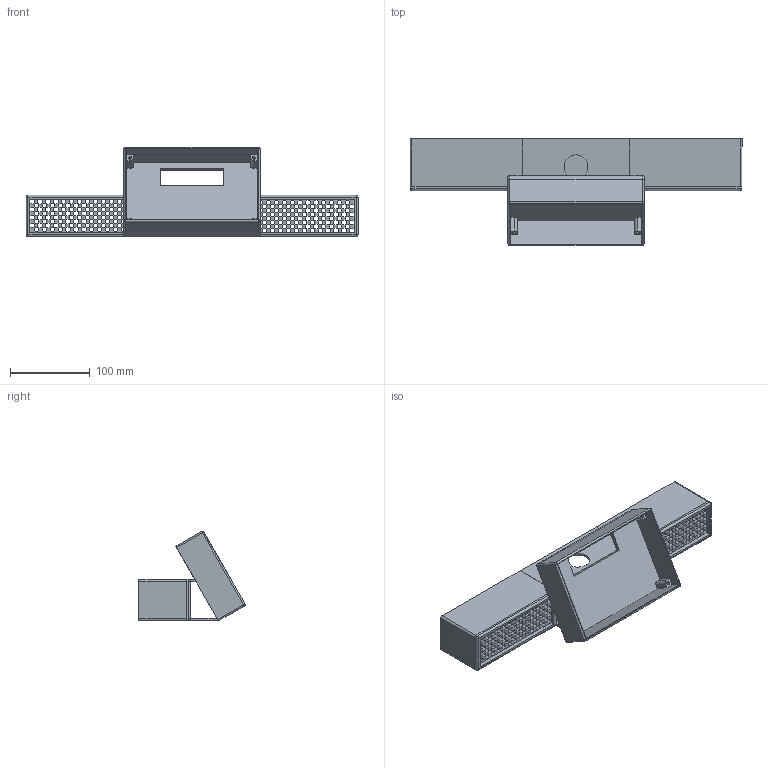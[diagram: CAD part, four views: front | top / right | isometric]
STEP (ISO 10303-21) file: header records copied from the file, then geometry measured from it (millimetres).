
FILE_DESCRIPTION(('FreeCAD Model'),'2;1');
FILE_NAME('Open CASCADE Shape Model','2024-09-10T16:36:06',(''),(''), 'Open CASCADE STEP processor 7.7','FreeCAD','Unknown');
FILE_SCHEMA(('AUTOMOTIVE_DESIGN { 1 0 10303 214 1 1 1 1 }'));
Length unit declared in the file: millimetre
Products named in the file (3): Assembly; front profile; Fillet001
Assembly tree (3 placements, depth 2):
  Assembly
    front profile
    Fillet001  x2
Bounding box: 417 x 133.43 x 112.57 mm (x, y, z)
Volume: 386204.7 mm3; surface area: 247428 mm2
Topology: 3 solids, 3 shells, 1381 faces, 4105 edges, 2691 vertices
Faces by surface type: plane 1338, cylinder 35, sphere 8
Full cylindrical faces by diameter (mm): 3.9 x4, 30 x1
Entity records: 24217 total; most frequent: ORIENTED_EDGE 4290, CARTESIAN_POINT 4286, DIRECTION 3655, EDGE_CURVE 2145, LINE 2091, VECTOR 2091, VERTEX_POINT 1405, FACE_BOUND 946
